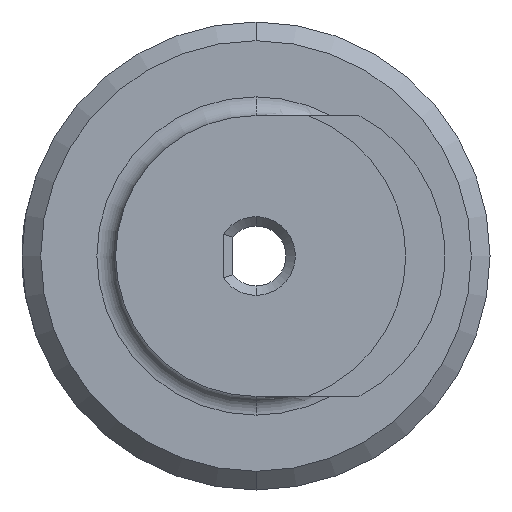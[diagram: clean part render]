
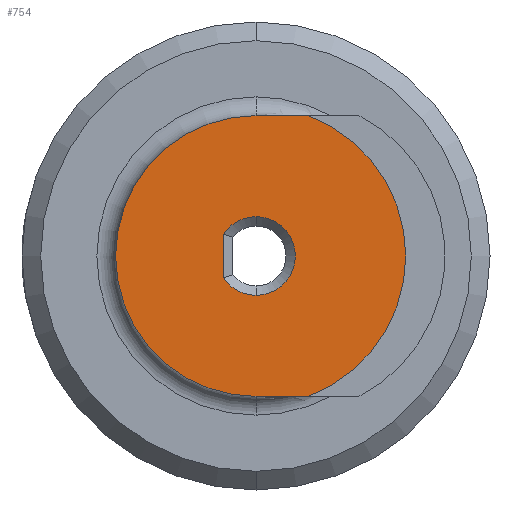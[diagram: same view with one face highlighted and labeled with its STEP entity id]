
A CAD part, front view. The second image highlights one B-rep face of the part: STEP entity #754.
In plain terms, the highlighted planar face has unit normal (0, -1, 0).
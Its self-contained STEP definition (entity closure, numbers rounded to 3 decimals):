
#18 = CARTESIAN_POINT ( 'NONE',  ( 0., -2.2, 0. ) ) ;
#48 = AXIS2_PLACEMENT_3D ( 'NONE', #1001, #106, #518 ) ;
#82 = CARTESIAN_POINT ( 'NONE',  ( 0., -2.2, 0. ) ) ;
#87 = FACE_BOUND ( 'NONE', #1187, .T. ) ;
#97 = DIRECTION ( 'NONE',  ( 1., 0., 0. ) ) ;
#106 = DIRECTION ( 'NONE',  ( 0., -1., 0. ) ) ;
#111 = CIRCLE ( 'NONE', #786, 2.1 ) ;
#148 = VERTEX_POINT ( 'NONE', #789 ) ;
#150 = EDGE_CURVE ( 'NONE', #435, #148, #291, .T. ) ;
#190 = CARTESIAN_POINT ( 'NONE',  ( 0., -2.2, -7.5 ) ) ;
#197 = DIRECTION ( 'NONE',  ( 0., 0., -1. ) ) ;
#235 = CARTESIAN_POINT ( 'NONE',  ( -1.75, -2.2, -1.161 ) ) ;
#251 = DIRECTION ( 'NONE',  ( 0., -1., 0. ) ) ;
#277 = DIRECTION ( 'NONE',  ( 0., 1., 0. ) ) ;
#289 = EDGE_CURVE ( 'NONE', #547, #507, #306, .T. ) ;
#291 = LINE ( 'NONE', #976, #456 ) ;
#306 = CIRCLE ( 'NONE', #936, 8. ) ;
#311 = CARTESIAN_POINT ( 'NONE',  ( 2.784, -2.2, 7.5 ) ) ;
#340 = VERTEX_POINT ( 'NONE', #1209 ) ;
#363 = DIRECTION ( 'NONE',  ( 0., 0., -1. ) ) ;
#365 = CARTESIAN_POINT ( 'NONE',  ( 2.784, -2.2, -7.5 ) ) ;
#395 = VECTOR ( 'NONE', #405, 1000. ) ;
#400 = ORIENTED_EDGE ( 'NONE', *, *, #571, .T. ) ;
#405 = DIRECTION ( 'NONE',  ( 1., 0., 0. ) ) ;
#435 = VERTEX_POINT ( 'NONE', #235 ) ;
#447 = ORIENTED_EDGE ( 'NONE', *, *, #289, .T. ) ;
#456 = VECTOR ( 'NONE', #590, 1000. ) ;
#461 = EDGE_CURVE ( 'NONE', #1126, #507, #709, .T. ) ;
#498 = DIRECTION ( 'NONE',  ( 0., 0., -1. ) ) ;
#507 = VERTEX_POINT ( 'NONE', #311 ) ;
#518 = DIRECTION ( 'NONE',  ( 0., 0., -1. ) ) ;
#539 = ORIENTED_EDGE ( 'NONE', *, *, #1130, .T. ) ;
#547 = VERTEX_POINT ( 'NONE', #365 ) ;
#553 = EDGE_CURVE ( 'NONE', #1126, #1164, #686, .T. ) ;
#571 = EDGE_CURVE ( 'NONE', #340, #435, #111, .T. ) ;
#581 = DIRECTION ( 'NONE',  ( 0., 0., -1. ) ) ;
#590 = DIRECTION ( 'NONE',  ( 0., 0., 1. ) ) ;
#593 = ORIENTED_EDGE ( 'NONE', *, *, #757, .T. ) ;
#596 = CARTESIAN_POINT ( 'NONE',  ( 0., -2.2, -7.5 ) ) ;
#625 = CIRCLE ( 'NONE', #1068, 2.1 ) ;
#634 = DIRECTION ( 'NONE',  ( 0., 1., 0. ) ) ;
#677 = CARTESIAN_POINT ( 'NONE',  ( 0., -2.2, 2.1 ) ) ;
#686 = CIRCLE ( 'NONE', #48, 7.5 ) ;
#692 = DIRECTION ( 'NONE',  ( 0., 1., 0. ) ) ;
#698 = LINE ( 'NONE', #190, #1125 ) ;
#709 = LINE ( 'NONE', #1268, #395 ) ;
#737 = ORIENTED_EDGE ( 'NONE', *, *, #553, .T. ) ;
#754 = ADVANCED_FACE ( 'NONE', ( #87, #985 ), #979, .T. ) ;
#757 = EDGE_CURVE ( 'NONE', #148, #1093, #625, .T. ) ;
#776 = ORIENTED_EDGE ( 'NONE', *, *, #1162, .T. ) ;
#786 = AXIS2_PLACEMENT_3D ( 'NONE', #18, #634, #363 ) ;
#789 = CARTESIAN_POINT ( 'NONE',  ( -1.75, -2.2, 1.161 ) ) ;
#832 = ORIENTED_EDGE ( 'NONE', *, *, #150, .T. ) ;
#836 = CARTESIAN_POINT ( 'NONE',  ( 0., -2.2, 0. ) ) ;
#914 = AXIS2_PLACEMENT_3D ( 'NONE', #970, #692, #581 ) ;
#936 = AXIS2_PLACEMENT_3D ( 'NONE', #836, #251, #1030 ) ;
#970 = CARTESIAN_POINT ( 'NONE',  ( 0., -2.2, 0. ) ) ;
#976 = CARTESIAN_POINT ( 'NONE',  ( -1.75, -2.2, 0.999 ) ) ;
#979 = PLANE ( 'NONE',  #1035 ) ;
#985 = FACE_OUTER_BOUND ( 'NONE', #1138, .T. ) ;
#1001 = CARTESIAN_POINT ( 'NONE',  ( 0., -2.2, 0. ) ) ;
#1030 = DIRECTION ( 'NONE',  ( 0., 0., -1. ) ) ;
#1035 = AXIS2_PLACEMENT_3D ( 'NONE', #82, #1259, #498 ) ;
#1060 = CARTESIAN_POINT ( 'NONE',  ( 0., -2.2, 7.5 ) ) ;
#1068 = AXIS2_PLACEMENT_3D ( 'NONE', #1269, #277, #197 ) ;
#1093 = VERTEX_POINT ( 'NONE', #677 ) ;
#1123 = CIRCLE ( 'NONE', #914, 2.1 ) ;
#1125 = VECTOR ( 'NONE', #97, 1000. ) ;
#1126 = VERTEX_POINT ( 'NONE', #1060 ) ;
#1130 = EDGE_CURVE ( 'NONE', #1093, #340, #1123, .T. ) ;
#1138 = EDGE_LOOP ( 'NONE', ( #776, #447, #1251, #737 ) ) ;
#1162 = EDGE_CURVE ( 'NONE', #1164, #547, #698, .T. ) ;
#1164 = VERTEX_POINT ( 'NONE', #596 ) ;
#1187 = EDGE_LOOP ( 'NONE', ( #593, #539, #400, #832 ) ) ;
#1209 = CARTESIAN_POINT ( 'NONE',  ( 0., -2.2, -2.1 ) ) ;
#1251 = ORIENTED_EDGE ( 'NONE', *, *, #461, .F. ) ;
#1259 = DIRECTION ( 'NONE',  ( 0., -1., 0. ) ) ;
#1268 = CARTESIAN_POINT ( 'NONE',  ( 0., -2.2, 7.5 ) ) ;
#1269 = CARTESIAN_POINT ( 'NONE',  ( 0., -2.2, 0. ) ) ;
